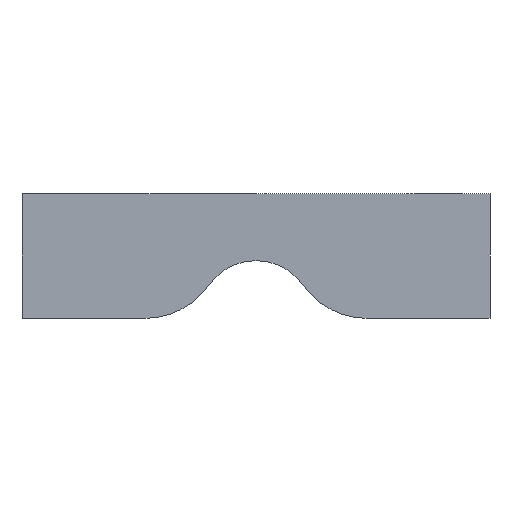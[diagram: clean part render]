
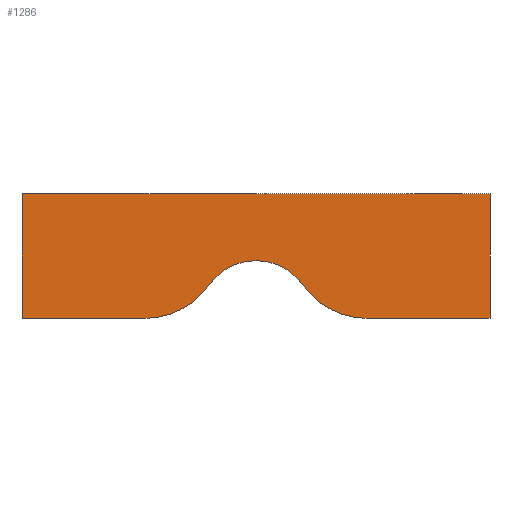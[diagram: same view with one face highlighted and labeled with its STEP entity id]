
A CAD part, front view. The second image highlights one B-rep face of the part: STEP entity #1286.
In plain terms, the highlighted planar face has unit normal (0, -1, 0).
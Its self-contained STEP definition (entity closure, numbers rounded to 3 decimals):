
#3 = LINE ( 'NONE', #837, #350 ) ;
#5 = EDGE_CURVE ( 'NONE', #1112, #442, #746, .T. ) ;
#43 = DIRECTION ( 'NONE',  ( 0., -1., 0. ) ) ;
#68 = VERTEX_POINT ( 'NONE', #1021 ) ;
#115 = VERTEX_POINT ( 'NONE', #1140 ) ;
#145 = FACE_OUTER_BOUND ( 'NONE', #836, .T. ) ;
#163 = CARTESIAN_POINT ( 'NONE',  ( 0., 0., 16. ) ) ;
#190 = VERTEX_POINT ( 'NONE', #457 ) ;
#193 = CARTESIAN_POINT ( 'NONE',  ( 0., 0., 16. ) ) ;
#201 = AXIS2_PLACEMENT_3D ( 'NONE', #663, #43, #300 ) ;
#207 = EDGE_CURVE ( 'NONE', #600, #767, #946, .T. ) ;
#213 = DIRECTION ( 'NONE',  ( 0., -1., 0. ) ) ;
#244 = ORIENTED_EDGE ( 'NONE', *, *, #443, .F. ) ;
#272 = EDGE_CURVE ( 'NONE', #1457, #442, #696, .T. ) ;
#274 = VECTOR ( 'NONE', #1234, 1000. ) ;
#300 = DIRECTION ( 'NONE',  ( 0., 0., 1. ) ) ;
#318 = CARTESIAN_POINT ( 'NONE',  ( 15.761, 0., 10. ) ) ;
#337 = LINE ( 'NONE', #555, #1366 ) ;
#348 = EDGE_CURVE ( 'NONE', #600, #1457, #3, .T. ) ;
#350 = VECTOR ( 'NONE', #1069, 1000. ) ;
#353 = AXIS2_PLACEMENT_3D ( 'NONE', #1277, #1407, #564 ) ;
#432 = CARTESIAN_POINT ( 'NONE',  ( 30., 0., 0. ) ) ;
#442 = VERTEX_POINT ( 'NONE', #1351 ) ;
#443 = EDGE_CURVE ( 'NONE', #68, #115, #903, .T. ) ;
#447 = DIRECTION ( 'NONE',  ( 0., 0., -1. ) ) ;
#457 = CARTESIAN_POINT ( 'NONE',  ( 23.944, 0., 4.253 ) ) ;
#472 = ORIENTED_EDGE ( 'NONE', *, *, #5, .T. ) ;
#481 = ORIENTED_EDGE ( 'NONE', *, *, #1464, .T. ) ;
#509 = VERTEX_POINT ( 'NONE', #752 ) ;
#541 = DIRECTION ( 'NONE',  ( 0., 1., 0. ) ) ;
#555 = CARTESIAN_POINT ( 'NONE',  ( 0., 0., 0. ) ) ;
#564 = DIRECTION ( 'NONE',  ( 0., 0., 1. ) ) ;
#586 = DIRECTION ( 'NONE',  ( 0., 0., -1. ) ) ;
#600 = VERTEX_POINT ( 'NONE', #802 ) ;
#601 = VECTOR ( 'NONE', #447, 1000. ) ;
#624 = PLANE ( 'NONE',  #1163 ) ;
#651 = EDGE_CURVE ( 'NONE', #767, #509, #337, .T. ) ;
#663 = CARTESIAN_POINT ( 'NONE',  ( 30., 0., 0. ) ) ;
#691 = EDGE_CURVE ( 'NONE', #115, #190, #1339, .T. ) ;
#692 = ORIENTED_EDGE ( 'NONE', *, *, #272, .F. ) ;
#696 = LINE ( 'NONE', #1541, #1002 ) ;
#698 = EDGE_CURVE ( 'NONE', #68, #1112, #1389, .T. ) ;
#746 = LINE ( 'NONE', #1218, #274 ) ;
#752 = CARTESIAN_POINT ( 'NONE',  ( 15.761, 0., 0. ) ) ;
#767 = VERTEX_POINT ( 'NONE', #1558 ) ;
#802 = CARTESIAN_POINT ( 'NONE',  ( 0., 0., 16. ) ) ;
#809 = DIRECTION ( 'NONE',  ( 1., 0., 0. ) ) ;
#824 = ORIENTED_EDGE ( 'NONE', *, *, #691, .F. ) ;
#836 = EDGE_LOOP ( 'NONE', ( #244, #1156, #472, #692, #1078, #1444, #1280, #481, #824 ) ) ;
#837 = CARTESIAN_POINT ( 'NONE',  ( 0., 0., 16. ) ) ;
#903 = CIRCLE ( 'NONE', #201, 7.4 ) ;
#946 = LINE ( 'NONE', #193, #601 ) ;
#1002 = VECTOR ( 'NONE', #586, 1000. ) ;
#1018 = CARTESIAN_POINT ( 'NONE',  ( 44.239, 0., 0. ) ) ;
#1021 = CARTESIAN_POINT ( 'NONE',  ( 36.056, 0., 4.253 ) ) ;
#1069 = DIRECTION ( 'NONE',  ( 1., 0., 0. ) ) ;
#1078 = ORIENTED_EDGE ( 'NONE', *, *, #348, .F. ) ;
#1112 = VERTEX_POINT ( 'NONE', #1018 ) ;
#1140 = CARTESIAN_POINT ( 'NONE',  ( 30., 0., 7.4 ) ) ;
#1143 = CIRCLE ( 'NONE', #1245, 10. ) ;
#1156 = ORIENTED_EDGE ( 'NONE', *, *, #698, .T. ) ;
#1163 = AXIS2_PLACEMENT_3D ( 'NONE', #163, #541, #1250 ) ;
#1166 = CARTESIAN_POINT ( 'NONE',  ( 60., 0., 16. ) ) ;
#1218 = CARTESIAN_POINT ( 'NONE',  ( 0., 0., 0. ) ) ;
#1234 = DIRECTION ( 'NONE',  ( 1., 0., 0. ) ) ;
#1238 = AXIS2_PLACEMENT_3D ( 'NONE', #432, #213, #1400 ) ;
#1245 = AXIS2_PLACEMENT_3D ( 'NONE', #318, #1542, #1526 ) ;
#1250 = DIRECTION ( 'NONE',  ( 0., 0., 1. ) ) ;
#1277 = CARTESIAN_POINT ( 'NONE',  ( 44.239, 0., 10. ) ) ;
#1280 = ORIENTED_EDGE ( 'NONE', *, *, #651, .T. ) ;
#1286 = ADVANCED_FACE ( 'NONE', ( #145 ), #624, .F. ) ;
#1339 = CIRCLE ( 'NONE', #1238, 7.4 ) ;
#1351 = CARTESIAN_POINT ( 'NONE',  ( 60., 0., 0. ) ) ;
#1366 = VECTOR ( 'NONE', #809, 1000. ) ;
#1389 = CIRCLE ( 'NONE', #353, 10. ) ;
#1400 = DIRECTION ( 'NONE',  ( 0., 0., 1. ) ) ;
#1407 = DIRECTION ( 'NONE',  ( 0., -1., 0. ) ) ;
#1444 = ORIENTED_EDGE ( 'NONE', *, *, #207, .T. ) ;
#1457 = VERTEX_POINT ( 'NONE', #1166 ) ;
#1464 = EDGE_CURVE ( 'NONE', #509, #190, #1143, .T. ) ;
#1526 = DIRECTION ( 'NONE',  ( 0., 0., 1. ) ) ;
#1541 = CARTESIAN_POINT ( 'NONE',  ( 60., 0., 16. ) ) ;
#1542 = DIRECTION ( 'NONE',  ( 0., -1., 0. ) ) ;
#1558 = CARTESIAN_POINT ( 'NONE',  ( 0., 0., 0. ) ) ;
